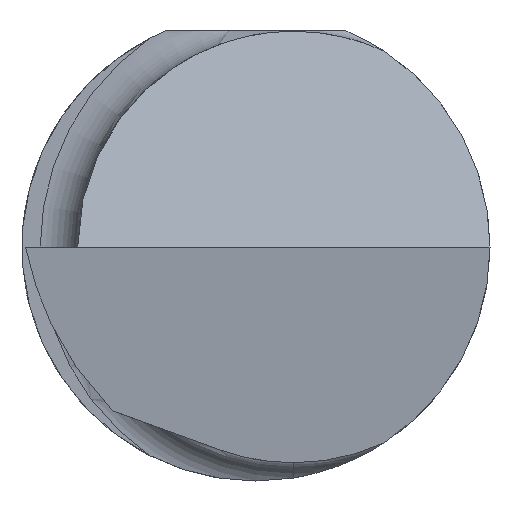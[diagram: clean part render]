
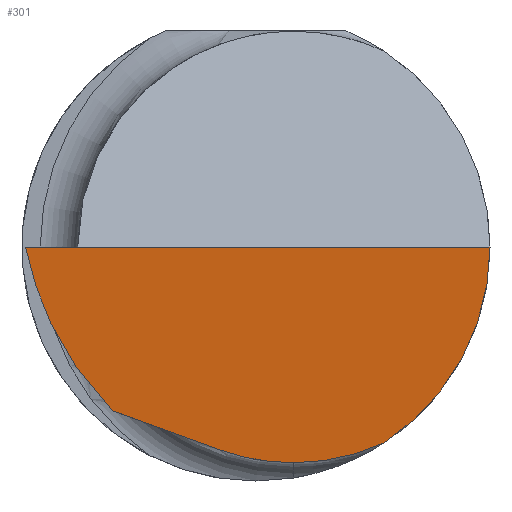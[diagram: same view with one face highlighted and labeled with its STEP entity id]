
A CAD part, left-side view. The second image highlights one B-rep face of the part: STEP entity #301.
In plain terms, the highlighted planar face has unit normal (-0.992, -0.034, -0.122).
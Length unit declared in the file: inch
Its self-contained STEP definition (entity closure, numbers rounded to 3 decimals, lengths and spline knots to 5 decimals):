
#3 = CARTESIAN_POINT ( 'NONE',  ( -2.48458, 0.09577, -0.10918 ) ) ;
#12 = EDGE_CURVE ( 'NONE', #191, #582, #621, .T. ) ;
#15 = CARTESIAN_POINT ( 'NONE',  ( -2.47902, 0.02569, -0.13469 ) ) ;
#20 = CARTESIAN_POINT ( 'NONE',  ( -2.5, 0.15362, 0. ) ) ;
#33 = CARTESIAN_POINT ( 'NONE',  ( -2.47613, -0.025, -0.1439 ) ) ;
#38 = CARTESIAN_POINT ( 'NONE',  ( -2.5, 0.15362, 0. ) ) ;
#51 = ORIENTED_EDGE ( 'NONE', *, *, #145, .F. ) ;
#54 = ORIENTED_EDGE ( 'NONE', *, *, #680, .F. ) ;
#71 = CARTESIAN_POINT ( 'NONE',  ( -2.48267, -0.1561, -0.05371 ) ) ;
#96 = CARTESIAN_POINT ( 'NONE',  ( -2.49461, 0.14546, -0.0416 ) ) ;
#129 = VECTOR ( 'NONE', #649, 39.37008 ) ;
#141 = CARTESIAN_POINT ( 'NONE',  ( -2.47568, -0.0857, -0.13047 ) ) ;
#145 = EDGE_CURVE ( 'NONE', #582, #698, #465, .T. ) ;
#152 = VERTEX_POINT ( 'NONE', #20 ) ;
#183 = CARTESIAN_POINT ( 'NONE',  ( -2.48927, -0.1561, 0. ) ) ;
#191 = VERTEX_POINT ( 'NONE', #183 ) ;
#192 = EDGE_CURVE ( 'NONE', #698, #739, #413, .T. ) ;
#230 = CARTESIAN_POINT ( 'NONE',  ( -2.49955, 0.14073, 0. ) ) ;
#233 = CARTESIAN_POINT ( 'NONE',  ( -2.4789, 0.02422, -0.13522 ) ) ;
#252 = ORIENTED_EDGE ( 'NONE', *, *, #192, .F. ) ;
#262 = DIRECTION ( 'NONE',  ( -0.122, 0., 0.993 ) ) ;
#301 = ADVANCED_FACE ( 'NONE', ( #624 ), #627, .T. ) ;
#311 = VECTOR ( 'NONE', #657, 39.37008 ) ;
#357 = CARTESIAN_POINT ( 'NONE',  ( -2.47613, -0.025, -0.1439 ) ) ;
#369 = CARTESIAN_POINT ( 'NONE',  ( -2.47568, -0.0857, -0.13047 ) ) ;
#373 = EDGE_CURVE ( 'NONE', #518, #152, #552, .T. ) ;
#392 = ORIENTED_EDGE ( 'NONE', *, *, #713, .T. ) ;
#413 =( BOUNDED_CURVE ( )  B_SPLINE_CURVE ( 3, ( #430, #664, #487, #551 ),
 .UNSPECIFIED., .F., .T. ) 
 B_SPLINE_CURVE_WITH_KNOTS ( ( 4, 4 ),
 ( 0.27494, 0.62401 ),
 .UNSPECIFIED. ) 
 CURVE ( )  GEOMETRIC_REPRESENTATION_ITEM ( )  RATIONAL_B_SPLINE_CURVE ( ( 1., 0.99, 0.99, 1. ) ) 
 REPRESENTATION_ITEM ( '' )  );
#417 = LINE ( 'NONE', #230, #129 ) ;
#430 = CARTESIAN_POINT ( 'NONE',  ( -2.47613, -0.025, -0.1439 ) ) ;
#442 = CARTESIAN_POINT ( 'NONE',  ( -2.40696, 0.15687, -0.75823 ) ) ;
#465 =( BOUNDED_CURVE ( )  B_SPLINE_CURVE ( 3, ( #369, #568, #557, #33 ),
 .UNSPECIFIED., .F., .F. ) 
 B_SPLINE_CURVE_WITH_KNOTS ( ( 4, 4 ),
 ( 6.12267, 6.55813 ),
 .UNSPECIFIED. ) 
 CURVE ( )  GEOMETRIC_REPRESENTATION_ITEM ( )  RATIONAL_B_SPLINE_CURVE ( ( 1., 0.984, 0.984, 1. ) ) 
 REPRESENTATION_ITEM ( '' )  );
#481 = CARTESIAN_POINT ( 'NONE',  ( -2.47774, -0.13059, -0.10098 ) ) ;
#487 = CARTESIAN_POINT ( 'NONE',  ( -2.47765, 0.0084, -0.14098 ) ) ;
#499 = CARTESIAN_POINT ( 'NONE',  ( -2.48932, 0.12561, -0.07907 ) ) ;
#504 = ORIENTED_EDGE ( 'NONE', *, *, #373, .F. ) ;
#518 = VERTEX_POINT ( 'NONE', #3 ) ;
#520 = EDGE_LOOP ( 'NONE', ( #54, #504, #392, #252, #51, #645 ) ) ;
#548 = CARTESIAN_POINT ( 'NONE',  ( -2.47568, -0.0857, -0.13047 ) ) ;
#551 = CARTESIAN_POINT ( 'NONE',  ( -2.4789, 0.02422, -0.13522 ) ) ;
#552 =( BOUNDED_CURVE ( )  B_SPLINE_CURVE ( 3, ( #570, #499, #96, #38 ),
 .UNSPECIFIED., .F., .F. ) 
 B_SPLINE_CURVE_WITH_KNOTS ( ( 4, 4 ),
 ( 4.20637, 4.79375 ),
 .UNSPECIFIED. ) 
 CURVE ( )  GEOMETRIC_REPRESENTATION_ITEM ( )  RATIONAL_B_SPLINE_CURVE ( ( 1., 0.971, 0.971, 1. ) ) 
 REPRESENTATION_ITEM ( '' )  );
#557 = CARTESIAN_POINT ( 'NONE',  ( -2.4754, -0.04605, -0.1439 ) ) ;
#568 = CARTESIAN_POINT ( 'NONE',  ( -2.47525, -0.06661, -0.13935 ) ) ;
#570 = CARTESIAN_POINT ( 'NONE',  ( -2.48458, 0.09577, -0.10918 ) ) ;
#573 = DIRECTION ( 'NONE',  ( -0.992, -0.034, -0.122 ) ) ;
#582 = VERTEX_POINT ( 'NONE', #141 ) ;
#586 = LINE ( 'NONE', #15, #311 ) ;
#621 =( BOUNDED_CURVE ( )  B_SPLINE_CURVE ( 3, ( #747, #71, #481, #548 ),
 .UNSPECIFIED., .F., .T. ) 
 B_SPLINE_CURVE_WITH_KNOTS ( ( 4, 4 ),
 ( 4.98733, 5.97695 ),
 .UNSPECIFIED. ) 
 CURVE ( )  GEOMETRIC_REPRESENTATION_ITEM ( )  RATIONAL_B_SPLINE_CURVE ( ( 1., 0.92, 0.92, 1. ) ) 
 REPRESENTATION_ITEM ( '' )  );
#624 = FACE_OUTER_BOUND ( 'NONE', #520, .T. ) ;
#627 = PLANE ( 'NONE',  #641 ) ;
#641 = AXIS2_PLACEMENT_3D ( 'NONE', #442, #573, #262 ) ;
#645 = ORIENTED_EDGE ( 'NONE', *, *, #12, .F. ) ;
#649 = DIRECTION ( 'NONE',  ( 0.035, -0.999, 0. ) ) ;
#657 = DIRECTION ( 'NONE',  ( 0.074, -0.937, -0.341 ) ) ;
#664 = CARTESIAN_POINT ( 'NONE',  ( -2.47671, -0.00817, -0.1439 ) ) ;
#680 = EDGE_CURVE ( 'NONE', #152, #191, #417, .T. ) ;
#698 = VERTEX_POINT ( 'NONE', #357 ) ;
#713 = EDGE_CURVE ( 'NONE', #518, #739, #586, .T. ) ;
#739 = VERTEX_POINT ( 'NONE', #233 ) ;
#747 = CARTESIAN_POINT ( 'NONE',  ( -2.48927, -0.1561, 0. ) ) ;
